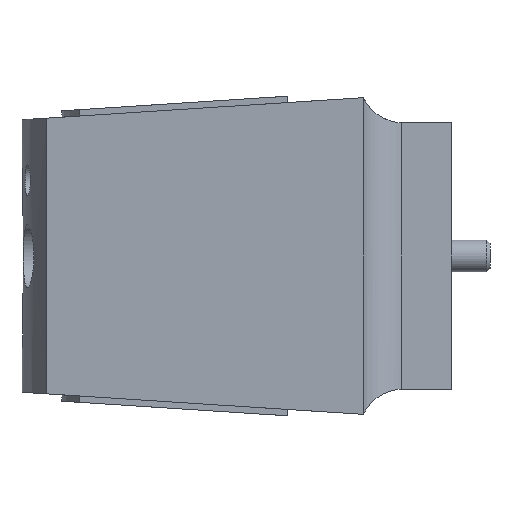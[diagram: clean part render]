
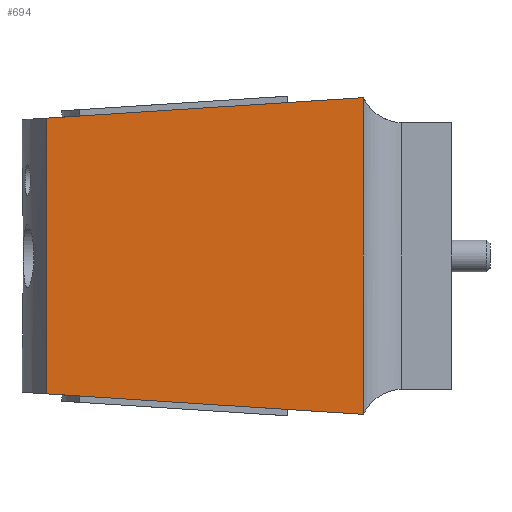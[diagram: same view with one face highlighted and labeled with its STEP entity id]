
A CAD part, left-side view. The second image highlights one B-rep face of the part: STEP entity #694.
In plain terms, the highlighted planar face has unit normal (-0.999, 0.04, 0).
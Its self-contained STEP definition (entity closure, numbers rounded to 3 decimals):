
#143 = LINE ( 'NONE', #763, #2424 ) ;
#667 = CARTESIAN_POINT ( 'NONE',  ( -24., 64., 25. ) ) ;
#694 = ADVANCED_FACE ( 'NONE', ( #1627 ), #3667, .F. ) ;
#763 = CARTESIAN_POINT ( 'NONE',  ( -24., 64., 25. ) ) ;
#765 = EDGE_CURVE ( 'NONE', #2820, #1144, #1022, .T. ) ;
#821 = VERTEX_POINT ( 'NONE', #3415 ) ;
#878 = EDGE_LOOP ( 'NONE', ( #2551, #2147, #3224, #1264 ) ) ;
#994 = LINE ( 'NONE', #1002, #2379 ) ;
#1002 = CARTESIAN_POINT ( 'NONE',  ( -24.008, 63.791, 21.773 ) ) ;
#1011 = CARTESIAN_POINT ( 'NONE',  ( -26., 14., -25. ) ) ;
#1022 = LINE ( 'NONE', #3627, #1951 ) ;
#1136 = VERTEX_POINT ( 'NONE', #2789 ) ;
#1144 = VERTEX_POINT ( 'NONE', #1011 ) ;
#1262 = VECTOR ( 'NONE', #1464, 1000. ) ;
#1264 = ORIENTED_EDGE ( 'NONE', *, *, #2466, .T. ) ;
#1464 = DIRECTION ( 'NONE',  ( -0.04, -0.997, -0.065 ) ) ;
#1529 = DIRECTION ( 'NONE',  ( 0.999, -0.04, 0. ) ) ;
#1569 = DIRECTION ( 'NONE',  ( 0., 0., -1. ) ) ;
#1627 = FACE_OUTER_BOUND ( 'NONE', #878, .T. ) ;
#1951 = VECTOR ( 'NONE', #1569, 1000. ) ;
#1972 = CARTESIAN_POINT ( 'NONE',  ( -26., 14., 25. ) ) ;
#2042 = AXIS2_PLACEMENT_3D ( 'NONE', #667, #1529, #3638 ) ;
#2052 = CARTESIAN_POINT ( 'NONE',  ( -23.879, 67.013, -21.564 ) ) ;
#2147 = ORIENTED_EDGE ( 'NONE', *, *, #2562, .T. ) ;
#2379 = VECTOR ( 'NONE', #3393, 1000. ) ;
#2424 = VECTOR ( 'NONE', #3172, 1000. ) ;
#2466 = EDGE_CURVE ( 'NONE', #1136, #1144, #2710, .T. ) ;
#2551 = ORIENTED_EDGE ( 'NONE', *, *, #765, .F. ) ;
#2562 = EDGE_CURVE ( 'NONE', #2820, #821, #994, .T. ) ;
#2710 = LINE ( 'NONE', #2052, #1262 ) ;
#2789 = CARTESIAN_POINT ( 'NONE',  ( -24., 64., -21.759 ) ) ;
#2820 = VERTEX_POINT ( 'NONE', #1972 ) ;
#3172 = DIRECTION ( 'NONE',  ( 0., 0., -1. ) ) ;
#3224 = ORIENTED_EDGE ( 'NONE', *, *, #3411, .T. ) ;
#3393 = DIRECTION ( 'NONE',  ( 0.04, 0.997, -0.065 ) ) ;
#3411 = EDGE_CURVE ( 'NONE', #821, #1136, #143, .T. ) ;
#3415 = CARTESIAN_POINT ( 'NONE',  ( -24., 64., 21.759 ) ) ;
#3627 = CARTESIAN_POINT ( 'NONE',  ( -26., 14., 25. ) ) ;
#3638 = DIRECTION ( 'NONE',  ( 0., 0., -1. ) ) ;
#3667 = PLANE ( 'NONE',  #2042 ) ;
